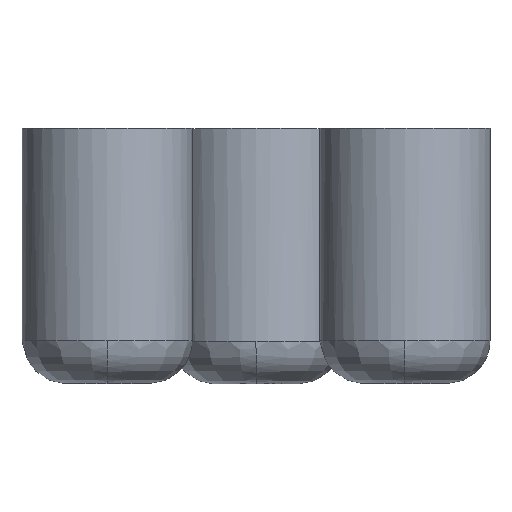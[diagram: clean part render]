
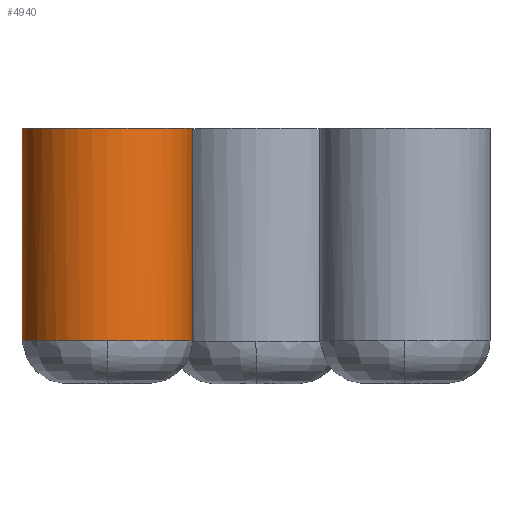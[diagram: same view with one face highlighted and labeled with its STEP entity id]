
A CAD part, top view. The second image highlights one B-rep face of the part: STEP entity #4940.
In plain terms, the highlighted cylindrical face has radius 20 mm (diameter 40 mm), a partial arc.
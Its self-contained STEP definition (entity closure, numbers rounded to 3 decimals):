
#245 = CIRCLE ( 'NONE', #11651, 20. ) ;
#378 = ORIENTED_EDGE ( 'NONE', *, *, #13267, .F. ) ;
#543 = CARTESIAN_POINT ( 'NONE',  ( -21.783, 10., 75.69 ) ) ;
#570 = CARTESIAN_POINT ( 'NONE',  ( -15., 10., 60.622 ) ) ;
#662 = AXIS2_PLACEMENT_3D ( 'NONE', #6922, #9947, #8913 ) ;
#669 = CARTESIAN_POINT ( 'NONE',  ( -36.309, 10., 80.622 ) ) ;
#845 = CARTESIAN_POINT ( 'NONE',  ( -47.2, 10., 76.524 ) ) ;
#870 = CARTESIAN_POINT ( 'NONE',  ( -15., 60., 60.622 ) ) ;
#1584 = CARTESIAN_POINT ( 'NONE',  ( -15.129, 10., 63.24 ) ) ;
#1633 = CARTESIAN_POINT ( 'NONE',  ( -19.932, 10., 73.838 ) ) ;
#1678 = CARTESIAN_POINT ( 'NONE',  ( -35., 10., 80.622 ) ) ;
#1783 = CARTESIAN_POINT ( 'NONE',  ( -46.111, 10., 77.251 ) ) ;
#1824 = CARTESIAN_POINT ( 'NONE',  ( -51.629, 10., 71.733 ) ) ;
#1907 = VERTEX_POINT ( 'NONE', #11161 ) ;
#2522 = CARTESIAN_POINT ( 'NONE',  ( -18.371, 10., 71.733 ) ) ;
#2666 = CARTESIAN_POINT ( 'NONE',  ( -15.64, 10., 65.807 ) ) ;
#2712 = CARTESIAN_POINT ( 'NONE',  ( -22.8, 10., 76.524 ) ) ;
#2939 = CARTESIAN_POINT ( 'NONE',  ( -50.068, 10., 73.838 ) ) ;
#3559 = CARTESIAN_POINT ( 'NONE',  ( -19.098, 10., 72.822 ) ) ;
#3655 = CARTESIAN_POINT ( 'NONE',  ( -33.691, 10., 80.622 ) ) ;
#3900 = CARTESIAN_POINT ( 'NONE',  ( -55., 60., 60.622 ) ) ;
#3944 = CARTESIAN_POINT ( 'NONE',  ( -50.902, 10., 72.822 ) ) ;
#4028 = CARTESIAN_POINT ( 'NONE',  ( -42.654, 10., 79.099 ) ) ;
#4294 = VECTOR ( 'NONE', #11133, 1000. ) ;
#4358 = CARTESIAN_POINT ( 'NONE',  ( -15., 60., 60.622 ) ) ;
#4724 = EDGE_CURVE ( 'NONE', #1907, #6939, #9785, .T. ) ;
#4742 = CARTESIAN_POINT ( 'NONE',  ( -26.137, 10., 78.598 ) ) ;
#4897 = CARTESIAN_POINT ( 'NONE',  ( -38.902, 10., 80.237 ) ) ;
#4940 = ADVANCED_FACE ( 'NONE', ( #8196 ), #10599, .T. ) ;
#4982 = CARTESIAN_POINT ( 'NONE',  ( -52.977, 10., 69.485 ) ) ;
#5022 = CARTESIAN_POINT ( 'NONE',  ( -41.444, 10., 79.6 ) ) ;
#5634 = CARTESIAN_POINT ( 'NONE',  ( -15., 10., 61.931 ) ) ;
#5730 = DIRECTION ( 'NONE',  ( 0., 1., 0. ) ) ;
#5964 = VERTEX_POINT ( 'NONE', #570 ) ;
#6016 = CARTESIAN_POINT ( 'NONE',  ( -54.871, 10., 63.24 ) ) ;
#6025 = ORIENTED_EDGE ( 'NONE', *, *, #11525, .T. ) ;
#6059 = CARTESIAN_POINT ( 'NONE',  ( -53.979, 10., 67.066 ) ) ;
#6617 = CARTESIAN_POINT ( 'NONE',  ( -27.346, 10., 79.099 ) ) ;
#6717 = CARTESIAN_POINT ( 'NONE',  ( -15., 10., 60.622 ) ) ;
#6756 = VERTEX_POINT ( 'NONE', #3900 ) ;
#6922 = CARTESIAN_POINT ( 'NONE',  ( -35., 60., 60.622 ) ) ;
#6925 = CARTESIAN_POINT ( 'NONE',  ( -37.618, 10., 80.493 ) ) ;
#6939 = VERTEX_POINT ( 'NONE', #9202 ) ;
#7048 = LINE ( 'NONE', #9025, #10914 ) ;
#7094 = CARTESIAN_POINT ( 'NONE',  ( -55., 10., 60.622 ) ) ;
#7709 = CARTESIAN_POINT ( 'NONE',  ( -17.643, 10., 70.645 ) ) ;
#7808 = CARTESIAN_POINT ( 'NONE',  ( -31.098, 10., 80.237 ) ) ;
#7858 = CARTESIAN_POINT ( 'NONE',  ( -16.522, 10., 68.275 ) ) ;
#7966 = CARTESIAN_POINT ( 'NONE',  ( -54.36, 10., 65.807 ) ) ;
#7975 = VERTEX_POINT ( 'NONE', #4358 ) ;
#8050 = CARTESIAN_POINT ( 'NONE',  ( -40.186, 10., 79.982 ) ) ;
#8196 = FACE_OUTER_BOUND ( 'NONE', #12227, .T. ) ;
#8706 = CARTESIAN_POINT ( 'NONE',  ( -17.023, 10., 69.485 ) ) ;
#8753 = CARTESIAN_POINT ( 'NONE',  ( -20.858, 10., 74.764 ) ) ;
#8801 = CARTESIAN_POINT ( 'NONE',  ( -23.889, 10., 77.251 ) ) ;
#8849 = CARTESIAN_POINT ( 'NONE',  ( -16.021, 10., 67.066 ) ) ;
#8913 = DIRECTION ( 'NONE',  ( 1., 0., 0. ) ) ;
#9025 = CARTESIAN_POINT ( 'NONE',  ( -55., 60., 60.622 ) ) ;
#9202 = CARTESIAN_POINT ( 'NONE',  ( -55., 10., 60.622 ) ) ;
#9732 = CARTESIAN_POINT ( 'NONE',  ( -24.977, 10., 77.978 ) ) ;
#9785 = B_SPLINE_CURVE_WITH_KNOTS ( 'NONE', 3,
 ( #9907, #669, #6925, #4897, #8050, #5022, #4028, #12228, #12100, #1783, #845, #12272, #13173, #2939, #3944, #1824, #11150, #4982, #10159, #6059, #7966, #13254, #6016, #13215, #7094 ),
 .UNSPECIFIED., .F., .F.,
 ( 4, 3, 3, 3, 3, 3, 3, 3, 4 ),
 ( 0., 0.063, 0.125, 0.188, 0.25, 0.312, 0.375, 0.438, 0.5 ),
 .UNSPECIFIED. ) ;
#9819 = ORIENTED_EDGE ( 'NONE', *, *, #13024, .F. ) ;
#9832 = CARTESIAN_POINT ( 'NONE',  ( -35., 60., 60.622 ) ) ;
#9907 = CARTESIAN_POINT ( 'NONE',  ( -35., 10., 80.622 ) ) ;
#9947 = DIRECTION ( 'NONE',  ( 0., -1., 0. ) ) ;
#10102 = DIRECTION ( 'NONE',  ( 0., -1., 0. ) ) ;
#10159 = CARTESIAN_POINT ( 'NONE',  ( -53.478, 10., 68.275 ) ) ;
#10599 = CYLINDRICAL_SURFACE ( 'NONE', #662, 20. ) ;
#10750 = LINE ( 'NONE', #870, #4294 ) ;
#10764 = CARTESIAN_POINT ( 'NONE',  ( -29.814, 10., 79.982 ) ) ;
#10910 = DIRECTION ( 'NONE',  ( 1., 0., 0. ) ) ;
#10914 = VECTOR ( 'NONE', #10102, 1000. ) ;
#11133 = DIRECTION ( 'NONE',  ( 0., -1., 0. ) ) ;
#11150 = CARTESIAN_POINT ( 'NONE',  ( -52.357, 10., 70.645 ) ) ;
#11161 = CARTESIAN_POINT ( 'NONE',  ( -35., 10., 80.622 ) ) ;
#11525 = EDGE_CURVE ( 'NONE', #6756, #6939, #7048, .T. ) ;
#11605 = EDGE_CURVE ( 'NONE', #7975, #5964, #10750, .T. ) ;
#11651 = AXIS2_PLACEMENT_3D ( 'NONE', #9832, #5730, #10910 ) ;
#11761 = B_SPLINE_CURVE_WITH_KNOTS ( 'NONE', 3,
 ( #6717, #5634, #1584, #12832, #2666, #8849, #7858, #8706, #7709, #2522, #3559, #1633, #8753, #543, #2712, #8801, #9732, #4742, #6617, #12930, #10764, #7808, #12978, #3655, #1678 ),
 .UNSPECIFIED., .F., .F.,
 ( 4, 3, 3, 3, 3, 3, 3, 3, 4 ),
 ( 0.5, 0.563, 0.625, 0.688, 0.75, 0.813, 0.875, 0.938, 1. ),
 .UNSPECIFIED. ) ;
#12100 = CARTESIAN_POINT ( 'NONE',  ( -45.023, 10., 77.978 ) ) ;
#12227 = EDGE_LOOP ( 'NONE', ( #9819, #6025, #12399, #378, #12459 ) ) ;
#12228 = CARTESIAN_POINT ( 'NONE',  ( -43.863, 10., 78.598 ) ) ;
#12272 = CARTESIAN_POINT ( 'NONE',  ( -48.217, 10., 75.69 ) ) ;
#12399 = ORIENTED_EDGE ( 'NONE', *, *, #4724, .F. ) ;
#12459 = ORIENTED_EDGE ( 'NONE', *, *, #11605, .F. ) ;
#12832 = CARTESIAN_POINT ( 'NONE',  ( -15.384, 10., 64.524 ) ) ;
#12930 = CARTESIAN_POINT ( 'NONE',  ( -28.556, 10., 79.6 ) ) ;
#12978 = CARTESIAN_POINT ( 'NONE',  ( -32.382, 10., 80.493 ) ) ;
#13024 = EDGE_CURVE ( 'NONE', #6756, #7975, #245, .T. ) ;
#13173 = CARTESIAN_POINT ( 'NONE',  ( -49.142, 10., 74.764 ) ) ;
#13215 = CARTESIAN_POINT ( 'NONE',  ( -55., 10., 61.931 ) ) ;
#13254 = CARTESIAN_POINT ( 'NONE',  ( -54.616, 10., 64.524 ) ) ;
#13267 = EDGE_CURVE ( 'NONE', #5964, #1907, #11761, .T. ) ;
